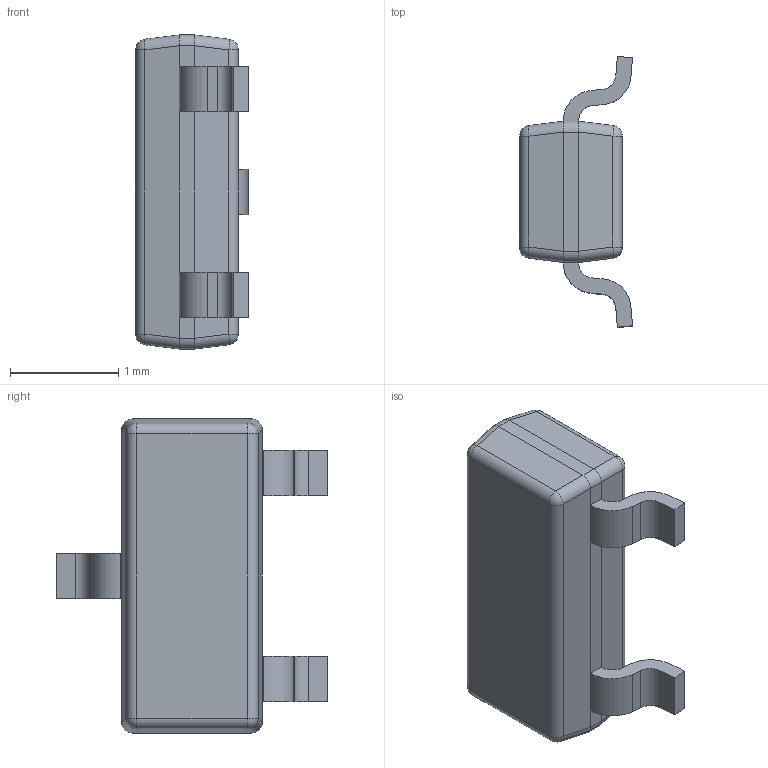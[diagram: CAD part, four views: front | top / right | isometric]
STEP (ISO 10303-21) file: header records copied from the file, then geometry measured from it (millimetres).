
FILE_DESCRIPTION( ( '' ), ' ' );
FILE_NAME( '5ad11f125921350eed8e19bd.step', '2018-04-13T21:20:18', ( '' ), ( '' ), ' ', ' ', ' ' );
FILE_SCHEMA( ( 'AUTOMOTIVE_DESIGN { 1 0 10303 214 1 1 1 1 }' ) );
Length unit declared in the file: metre
Products named in the file (4): Open CASCADE STEP translator 6.8 2; Open CASCADE STEP translator 6.8 1
Bounding box: 1.04 x 2.5 x 2.9 mm (x, y, z)
Volume: 3.5 mm3; surface area: 17.3 mm2
Topology: 4 solids, 4 shells, 84 faces, 204 edges, 128 vertices
Faces by surface type: plane 44, cylinder 32, sphere 8
Entity records: 4186 total; most frequent: DIRECTION 452, CARTESIAN_POINT 420, ORIENTED_EDGE 408, STYLED_ITEM 288, PRESENTATION_STYLE_ASSIGNMENT 288, COLOUR_RGB 288, EDGE_CURVE 204, CURVE_STYLE 204
